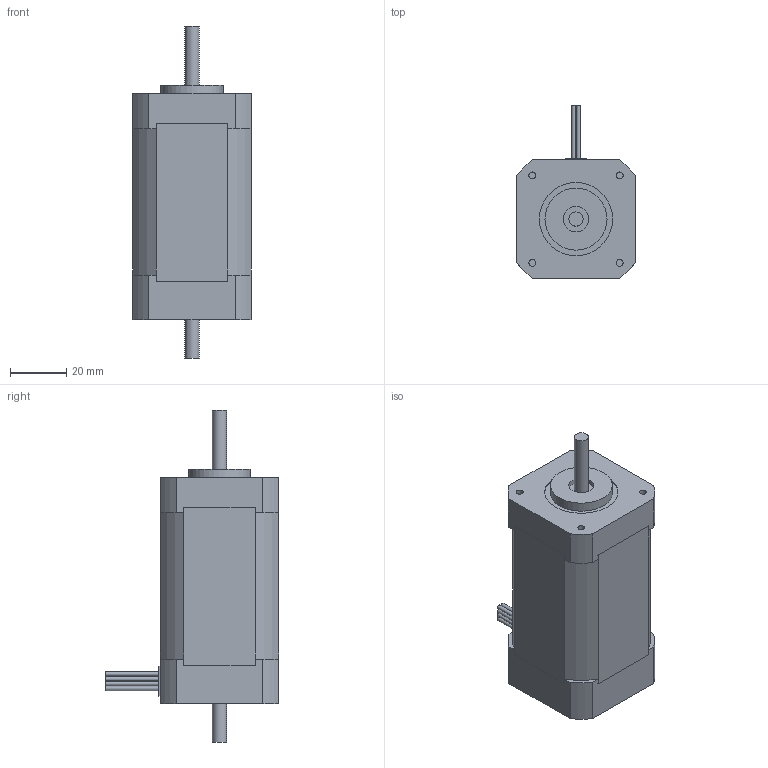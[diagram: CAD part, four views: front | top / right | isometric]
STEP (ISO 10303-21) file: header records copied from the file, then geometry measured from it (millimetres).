
FILE_DESCRIPTION(/* description */ (''),/* implementation_level */ '2;1');
FILE_NAME(/* name */ 'DB42Lxx.stp',/* time_stamp */ '2023-05-16T10:50:30+02:00',/* author */ ('angelika.schneid'),/* organization */ (''),/* preprocessor_version */ 'ST-DEVELOPER v18.1',/* originating_system */ 'Autodesk Inventor 2021',/* authorisation */ '');
FILE_SCHEMA (('AUTOMOTIVE_DESIGN { 1 0 10303 214 3 1 1 }'));
Length unit declared in the file: millimetre
Products named in the file (1): DB42Lxx
Bounding box: 42 x 61.5 x 117.8 mm (x, y, z)
Volume: 135905.7 mm3; surface area: 28854.3 mm2
Topology: 9 solids, 9 shells, 216 faces, 474 edges, 298 vertices
Faces by surface type: plane 136, cylinder 58, cone 18, torus 4
Full cylindrical faces by diameter (mm): 1.5 x8, 2.013 x2, 2.459 x4, 3 x8, 3.2 x4, 5 x4, 5.5 x4, 9 x2, 22 x1, 26 x1
Entity records: 6160 total; most frequent: DIRECTION 1046, CARTESIAN_POINT 987, ORIENTED_EDGE 944, EDGE_CURVE 472, AXIS2_PLACEMENT_3D 357, LINE 332, VECTOR 332, VERTEX_POINT 298
